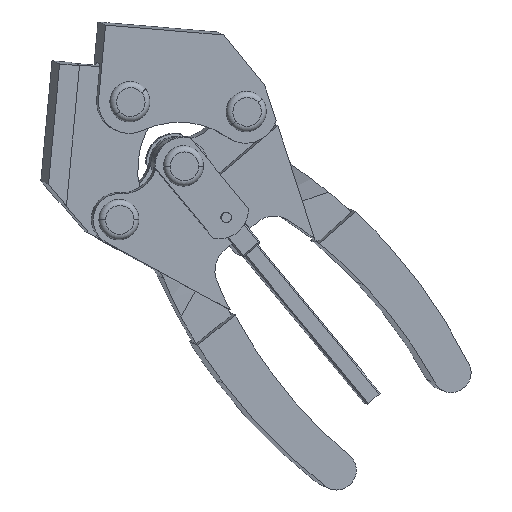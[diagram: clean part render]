
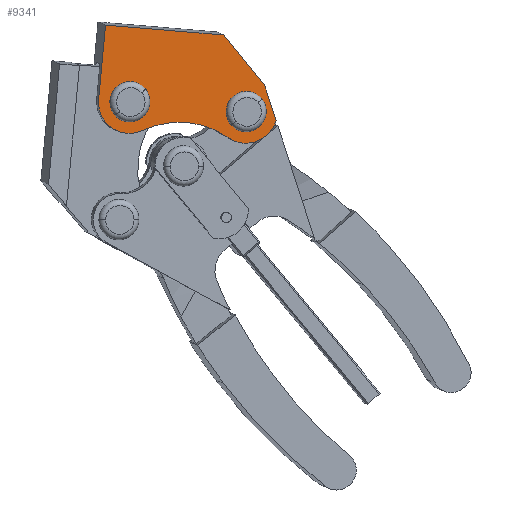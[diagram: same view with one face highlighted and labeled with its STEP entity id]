
A CAD part, top view. The second image highlights one B-rep face of the part: STEP entity #9341.
In plain terms, the highlighted planar face has unit normal (0.164, -0.069, 0.984).
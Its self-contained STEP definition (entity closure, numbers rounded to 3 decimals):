
#7957=CARTESIAN_POINT('',(243.958,144.198,11.342));
#7958=VERTEX_POINT('',#7957);
#7967=CARTESIAN_POINT('',(234.174,145.528,13.06));
#7968=VERTEX_POINT('',#7967);
#7969=CARTESIAN_POINT('',(240.461,154.545,12.644));
#7970=DIRECTION('',(-0.164,0.069,-0.984));
#7971=DIRECTION('',(0.318,-0.941,-0.118));
#7972=AXIS2_PLACEMENT_3D('',#7969,#7970,#7971);
#7973=CIRCLE('',#7972,11.);
#7974=EDGE_CURVE('',#7958,#7968,#7973,.T.);
#8041=CARTESIAN_POINT('',(219.81,150.763,15.811));
#8042=VERTEX_POINT('',#8041);
#8051=CARTESIAN_POINT('',(204.7,148.001,18.129));
#8052=VERTEX_POINT('',#8051);
#8053=CARTESIAN_POINT('',(217.029,120.936,14.196));
#8054=DIRECTION('',(0.164,-0.069,0.984));
#8055=DIRECTION('',(0.093,0.994,0.054));
#8056=AXIS2_PLACEMENT_3D('',#8053,#8054,#8055);
#8057=CIRCLE('',#8056,30.);
#8058=EDGE_CURVE('',#8042,#8052,#8057,.T.);
#8125=CARTESIAN_POINT('',(193.895,148.907,19.987));
#8126=VERTEX_POINT('',#8125);
#8135=CARTESIAN_POINT('',(189.375,158.832,21.429));
#8136=VERTEX_POINT('',#8135);
#8137=CARTESIAN_POINT('',(200.179,157.925,19.571));
#8138=DIRECTION('',(-0.164,0.069,-0.984));
#8139=DIRECTION('',(-0.571,-0.82,0.038));
#8140=AXIS2_PLACEMENT_3D('',#8137,#8138,#8139);
#8141=CIRCLE('',#8140,11.);
#8142=EDGE_CURVE('',#8126,#8136,#8141,.T.);
#8379=CARTESIAN_POINT('',(194.859,153.412,20.141));
#8380=VERTEX_POINT('',#8379);
#8397=CARTESIAN_POINT('',(205.5,162.439,19.002));
#8398=VERTEX_POINT('',#8397);
#8406=CARTESIAN_POINT('',(200.179,157.925,19.571));
#8407=DIRECTION('',(-0.164,0.069,-0.984));
#8408=DIRECTION('',(-0.982,0.082,0.169));
#8409=AXIS2_PLACEMENT_3D('',#8406,#8407,#8408);
#8410=CIRCLE('',#8409,7.);
#8411=EDGE_CURVE('',#8380,#8398,#8410,.T.);
#8423=CARTESIAN_POINT('',(235.14,150.032,13.213));
#8424=VERTEX_POINT('',#8423);
#8441=CARTESIAN_POINT('',(245.781,159.059,12.074));
#8442=VERTEX_POINT('',#8441);
#8450=CARTESIAN_POINT('',(240.461,154.545,12.644));
#8451=DIRECTION('',(-0.164,0.069,-0.984));
#8452=DIRECTION('',(-0.982,0.082,0.169));
#8453=AXIS2_PLACEMENT_3D('',#8450,#8451,#8452);
#8454=CIRCLE('',#8453,7.);
#8455=EDGE_CURVE('',#8424,#8442,#8454,.T.);
#8466=CARTESIAN_POINT('',(247.336,153.969,11.461));
#8467=VERTEX_POINT('',#8466);
#8468=CARTESIAN_POINT('',(240.461,154.545,12.644));
#8469=DIRECTION('',(-0.164,0.069,-0.984));
#8470=DIRECTION('',(-0.982,0.082,0.169));
#8471=AXIS2_PLACEMENT_3D('',#8468,#8469,#8470);
#8472=CIRCLE('',#8471,7.);
#8473=EDGE_CURVE('',#8467,#8424,#8472,.T.);
#8475=CARTESIAN_POINT('',(240.461,154.545,12.644));
#8476=DIRECTION('',(-0.164,0.069,-0.984));
#8477=DIRECTION('',(-0.982,0.082,0.169));
#8478=AXIS2_PLACEMENT_3D('',#8475,#8476,#8477);
#8479=CIRCLE('',#8478,7.);
#8480=EDGE_CURVE('',#8442,#8467,#8479,.T.);
#8509=CARTESIAN_POINT('',(207.055,157.348,18.389));
#8510=VERTEX_POINT('',#8509);
#8511=CARTESIAN_POINT('',(200.179,157.925,19.571));
#8512=DIRECTION('',(-0.164,0.069,-0.984));
#8513=DIRECTION('',(-0.982,0.082,0.169));
#8514=AXIS2_PLACEMENT_3D('',#8511,#8512,#8513);
#8515=CIRCLE('',#8514,7.);
#8516=EDGE_CURVE('',#8510,#8380,#8515,.T.);
#8518=CARTESIAN_POINT('',(200.179,157.925,19.571));
#8519=DIRECTION('',(-0.164,0.069,-0.984));
#8520=DIRECTION('',(-0.982,0.082,0.169));
#8521=AXIS2_PLACEMENT_3D('',#8518,#8519,#8520);
#8522=CIRCLE('',#8521,7.);
#8523=EDGE_CURVE('',#8398,#8510,#8522,.T.);
#9018=CARTESIAN_POINT('',(200.179,157.925,19.571));
#9019=DIRECTION('',(-0.164,0.069,-0.984));
#9020=DIRECTION('',(-0.571,-0.82,0.038));
#9021=AXIS2_PLACEMENT_3D('',#9018,#9019,#9020);
#9022=CIRCLE('',#9021,11.);
#9023=EDGE_CURVE('',#8052,#8126,#9022,.T.);
#9054=CARTESIAN_POINT('',(217.029,120.936,14.196));
#9055=DIRECTION('',(0.164,-0.069,0.984));
#9056=DIRECTION('',(0.093,0.994,0.054));
#9057=AXIS2_PLACEMENT_3D('',#9054,#9055,#9056);
#9058=CIRCLE('',#9057,30.);
#9059=EDGE_CURVE('',#7968,#8042,#9058,.T.);
#9070=CARTESIAN_POINT('',(246.962,163.407,12.181));
#9071=VERTEX_POINT('',#9070);
#9078=CARTESIAN_POINT('',(250.839,151.457,10.705));
#9079=VERTEX_POINT('',#9078);
#9080=CARTESIAN_POINT('',(246.962,163.407,12.181));
#9081=DIRECTION('',(0.306,-0.945,-0.117));
#9082=VECTOR('',#9081,12.649);
#9083=LINE('',#9080,#9082);
#9084=EDGE_CURVE('',#9071,#9079,#9083,.T.);
#9152=CARTESIAN_POINT('',(240.461,154.545,12.644));
#9153=DIRECTION('',(-0.164,0.069,-0.984));
#9154=DIRECTION('',(0.318,-0.941,-0.118));
#9155=AXIS2_PLACEMENT_3D('',#9152,#9153,#9154);
#9156=CIRCLE('',#9155,11.);
#9157=EDGE_CURVE('',#9079,#7958,#9156,.T.);
#9237=CARTESIAN_POINT('',(232.818,181.008,15.756));
#9238=VERTEX_POINT('',#9237);
#9245=CARTESIAN_POINT('',(232.818,181.008,15.756));
#9246=DIRECTION('',(0.619,-0.77,-0.156));
#9247=VECTOR('',#9246,22.862);
#9248=LINE('',#9245,#9247);
#9249=EDGE_CURVE('',#9238,#9071,#9248,.T.);
#9270=CARTESIAN_POINT('',(191.764,184.453,22.817));
#9271=VERTEX_POINT('',#9270);
#9278=CARTESIAN_POINT('',(191.764,184.453,22.817));
#9279=DIRECTION('',(0.982,-0.082,-0.169));
#9280=VECTOR('',#9279,41.799);
#9281=LINE('',#9278,#9280);
#9282=EDGE_CURVE('',#9271,#9238,#9281,.T.);
#9295=CARTESIAN_POINT('',(189.375,158.832,21.429));
#9296=DIRECTION('',(0.093,0.994,0.054));
#9297=VECTOR('',#9296,25.77);
#9298=LINE('',#9295,#9297);
#9299=EDGE_CURVE('',#8136,#9271,#9298,.T.);
#9314=CARTESIAN_POINT('',(220.829,157.655,16.122));
#9315=DIRECTION('',(0.164,-0.069,0.984));
#9316=DIRECTION('',(0.76,0.645,-0.081));
#9317=AXIS2_PLACEMENT_3D('',#9314,#9315,#9316);
#9318=PLANE('',#9317);
#9319=ORIENTED_EDGE('',*,*,#9299,.F.);
#9320=ORIENTED_EDGE('',*,*,#8142,.F.);
#9321=ORIENTED_EDGE('',*,*,#9023,.F.);
#9322=ORIENTED_EDGE('',*,*,#8058,.F.);
#9323=ORIENTED_EDGE('',*,*,#9059,.F.);
#9324=ORIENTED_EDGE('',*,*,#7974,.F.);
#9325=ORIENTED_EDGE('',*,*,#9157,.F.);
#9326=ORIENTED_EDGE('',*,*,#9084,.F.);
#9327=ORIENTED_EDGE('',*,*,#9249,.F.);
#9328=ORIENTED_EDGE('',*,*,#9282,.F.);
#9329=EDGE_LOOP('',(#9319,#9320,#9321,#9322,#9323,#9324,#9325,#9326,#9327,#9328));
#9330=FACE_OUTER_BOUND('',#9329,.T.);
#9331=ORIENTED_EDGE('',*,*,#8516,.T.);
#9332=ORIENTED_EDGE('',*,*,#8411,.T.);
#9333=ORIENTED_EDGE('',*,*,#8523,.T.);
#9334=EDGE_LOOP('',(#9331,#9332,#9333));
#9335=FACE_BOUND('',#9334,.T.);
#9336=ORIENTED_EDGE('',*,*,#8473,.T.);
#9337=ORIENTED_EDGE('',*,*,#8455,.T.);
#9338=ORIENTED_EDGE('',*,*,#8480,.T.);
#9339=EDGE_LOOP('',(#9336,#9337,#9338));
#9340=FACE_BOUND('',#9339,.T.);
#9341=ADVANCED_FACE('',(#9330,#9335,#9340),#9318,.T.);
